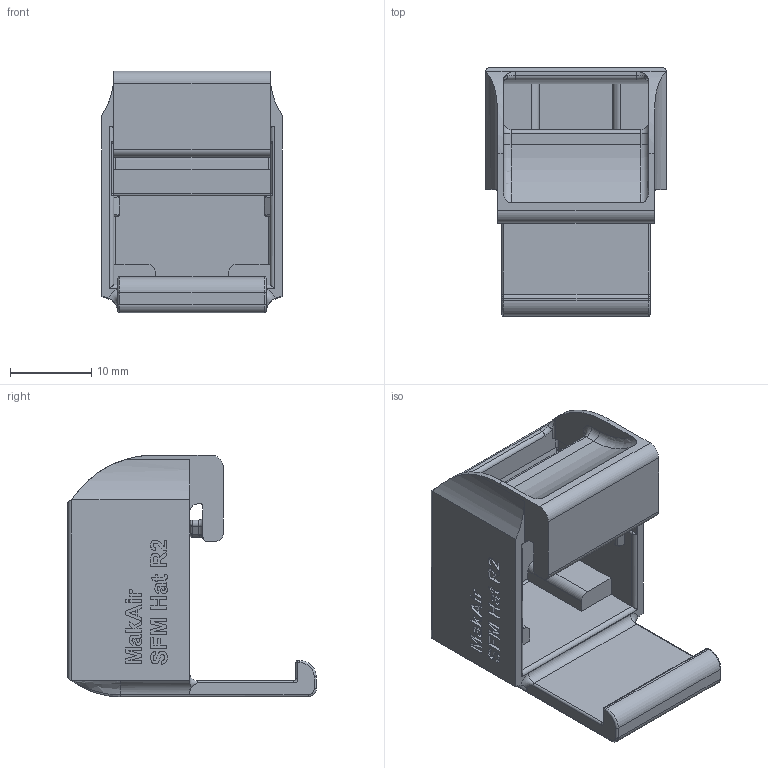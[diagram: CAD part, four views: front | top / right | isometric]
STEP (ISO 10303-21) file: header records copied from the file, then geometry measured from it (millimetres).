
FILE_DESCRIPTION(/* description */ (''),/* implementation_level */ '2;1');
FILE_NAME(/* name */ 'Cap.step',/* time_stamp */ '2021-06-03T14:35:56+02:00',/* author */ (''),/* organization */ (''),/* preprocessor_version */ 'ST-DEVELOPER v18.1',/* originating_system */ 'Autodesk Translation Framework v10.9.0.1377',/* authorisation */ '');
FILE_SCHEMA (('AUTOMOTIVE_DESIGN { 1 0 10303 214 3 1 1 }'));
Length unit declared in the file: millimetre
Products named in the file (1): Cap
Bounding box: 22.25 x 30.6 x 29.75 mm (x, y, z)
Volume: 4759.5 mm3; surface area: 4802.1 mm2
Topology: 1 solids, 1 shells, 627 faces, 1699 edges, 1098 vertices
Faces by surface type: plane 257, bspline 253, cylinder 85, torus 26, cone 4, sphere 2
Entity records: 21584 total; most frequent: CARTESIAN_POINT 7690, ORIENTED_EDGE 3394, DIRECTION 2149, EDGE_CURVE 1697, VERTEX_POINT 1098, LINE 975, VECTOR 975, EDGE_LOOP 655
